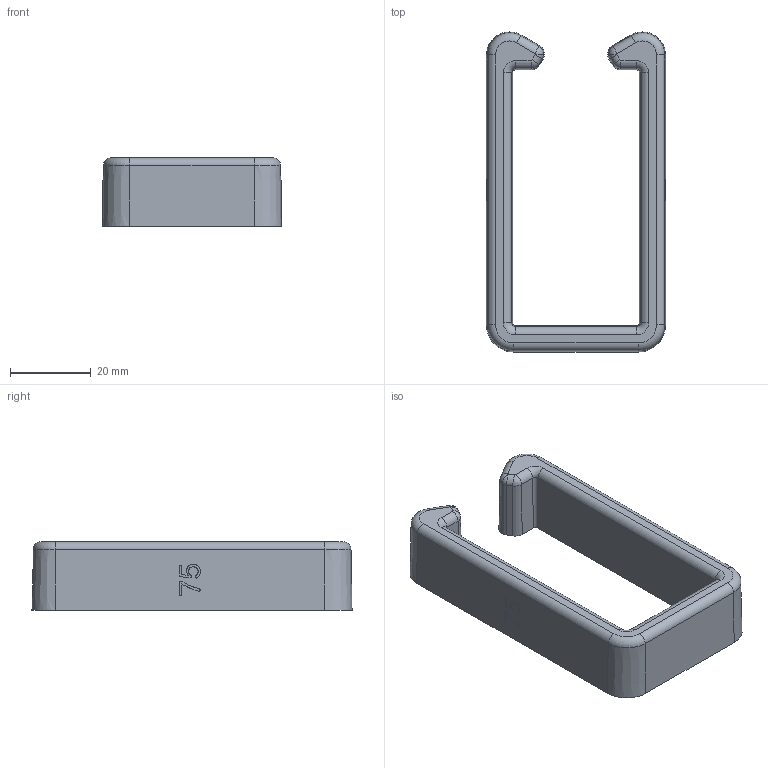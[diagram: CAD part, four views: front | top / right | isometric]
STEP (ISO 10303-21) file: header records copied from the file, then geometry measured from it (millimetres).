
FILE_DESCRIPTION(('STEP AP203'),'1');
FILE_NAME('75.step','2023-06-07T12:22:22',(' '),(' '),'Spatial InterOp 3D',' ',' ');
FILE_SCHEMA(('CONFIG_CONTROL_DESIGN'));
Length unit declared in the file: millimetre
Products named in the file (1): 1
Bounding box: 44.49 x 79.49 x 17 mm (x, y, z)
Volume: 14156.5 mm3; surface area: 14770.9 mm2
Topology: 12 solids, 12 shells, 231 faces, 561 edges, 355 vertices
Faces by surface type: plane 93, extrusion 58, cone 28, torus 28, cylinder 24
Entity records: 7851 total; most frequent: CARTESIAN_POINT 2489, ORIENTED_EDGE 1122, DIRECTION 1008, EDGE_CURVE 561, VECTOR 366, VERTEX_POINT 355, AXIS2_PLACEMENT_3D 321, LINE 308
